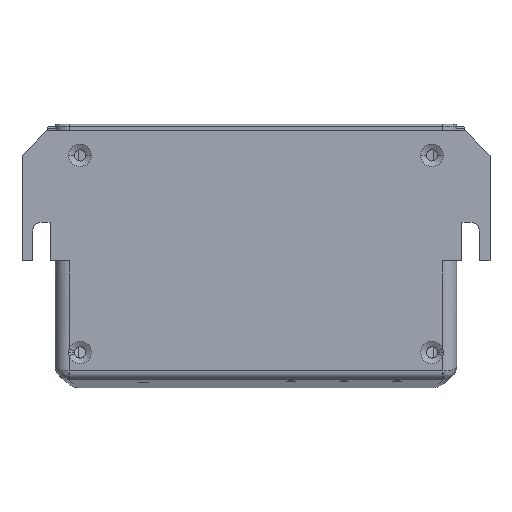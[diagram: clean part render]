
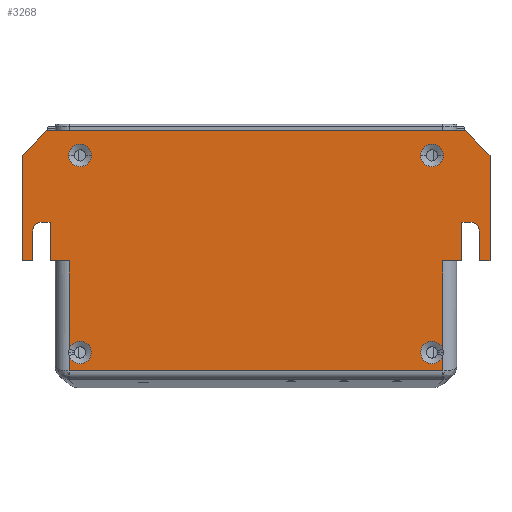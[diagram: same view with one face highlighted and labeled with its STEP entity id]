
A CAD part, front view. The second image highlights one B-rep face of the part: STEP entity #3268.
In plain terms, the highlighted planar face has unit normal (0, -1, 0).
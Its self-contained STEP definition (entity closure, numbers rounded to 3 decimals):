
#2=DIRECTION('',(0.,0.,1.));
#3=VECTOR('',#2,4.332);
#4=CARTESIAN_POINT('',(53.08,0.,-68.2));
#5=LINE('',#4,#3);
#6=DIRECTION('',(0.,0.,-1.));
#7=VECTOR('',#6,4.332);
#8=CARTESIAN_POINT('',(-53.08,0.,-63.868));
#9=LINE('',#8,#7);
#10=DIRECTION('',(0.,0.,-1.));
#11=VECTOR('',#10,25.132);
#12=CARTESIAN_POINT('',(-53.08,0.,-37.));
#13=LINE('',#12,#11);
#14=DIRECTION('',(0.,0.,1.));
#15=VECTOR('',#14,11.);
#16=CARTESIAN_POINT('',(-58.5,0.,-37.));
#17=LINE('',#16,#15);
#18=DIRECTION('',(-1.,0.,0.));
#19=VECTOR('',#18,2.5);
#20=CARTESIAN_POINT('',(-58.5,0.,-26.));
#21=LINE('',#20,#19);
#22=CARTESIAN_POINT('',(-61.,0.,-28.5));
#23=DIRECTION('',(0.,-1.,0.));
#24=DIRECTION('',(0.,0.,1.));
#25=AXIS2_PLACEMENT_3D('',#22,#23,#24);
#27=DIRECTION('',(0.,0.,-1.));
#28=VECTOR('',#27,8.5);
#29=CARTESIAN_POINT('',(-63.5,0.,-28.5));
#30=LINE('',#29,#28);
#31=DIRECTION('',(0.,0.,-1.));
#32=VECTOR('',#31,30.);
#33=CARTESIAN_POINT('',(-66.5,0.,-7.));
#34=LINE('',#33,#32);
#35=DIRECTION('',(-0.707,0.,-0.707));
#36=VECTOR('',#35,9.899);
#37=CARTESIAN_POINT('',(-59.5,0.,0.));
#38=LINE('',#37,#36);
#39=DIRECTION('',(1.,0.,0.));
#40=VECTOR('',#39,119.);
#41=CARTESIAN_POINT('',(-59.5,0.,0.));
#42=LINE('',#41,#40);
#43=DIRECTION('',(-0.707,0.,0.707));
#44=VECTOR('',#43,9.899);
#45=CARTESIAN_POINT('',(66.5,0.,-7.));
#46=LINE('',#45,#44);
#47=DIRECTION('',(0.,0.,1.));
#48=VECTOR('',#47,8.5);
#49=CARTESIAN_POINT('',(63.5,0.,-37.));
#50=LINE('',#49,#48);
#51=CARTESIAN_POINT('',(61.,0.,-28.5));
#52=DIRECTION('',(0.,-1.,0.));
#53=DIRECTION('',(1.,0.,0.));
#54=AXIS2_PLACEMENT_3D('',#51,#52,#53);
#56=DIRECTION('',(-1.,0.,0.));
#57=VECTOR('',#56,2.5);
#58=CARTESIAN_POINT('',(61.,0.,-26.));
#59=LINE('',#58,#57);
#60=DIRECTION('',(0.,0.,-1.));
#61=VECTOR('',#60,11.);
#62=CARTESIAN_POINT('',(58.5,0.,-26.));
#63=LINE('',#62,#61);
#64=DIRECTION('',(0.,0.,1.));
#65=VECTOR('',#64,25.132);
#66=CARTESIAN_POINT('',(53.08,0.,-62.132));
#67=LINE('',#66,#65);
#68=CARTESIAN_POINT('',(50.,0.,-7.));
#69=DIRECTION('',(0.,1.,0.));
#70=DIRECTION('',(-1.,0.,0.));
#71=AXIS2_PLACEMENT_3D('',#68,#69,#70);
#73=CARTESIAN_POINT('',(50.,0.,-7.));
#74=DIRECTION('',(0.,1.,0.));
#75=DIRECTION('',(1.,0.,0.));
#76=AXIS2_PLACEMENT_3D('',#73,#74,#75);
#78=CARTESIAN_POINT('',(-50.,0.,-7.));
#79=DIRECTION('',(0.,1.,0.));
#80=DIRECTION('',(-1.,0.,0.));
#81=AXIS2_PLACEMENT_3D('',#78,#79,#80);
#83=CARTESIAN_POINT('',(-50.,0.,-7.));
#84=DIRECTION('',(0.,1.,0.));
#85=DIRECTION('',(1.,0.,0.));
#86=AXIS2_PLACEMENT_3D('',#83,#84,#85);
#92=CARTESIAN_POINT('',(50.,0.,-63.));
#93=DIRECTION('',(0.,1.,0.));
#94=DIRECTION('',(0.963,0.,-0.271));
#95=AXIS2_PLACEMENT_3D('',#92,#93,#94);
#116=CARTESIAN_POINT('',(53.08,0.,
-62.132));
#131=CARTESIAN_POINT('',(53.08,0.,
-63.868));
#137=DIRECTION('',(1.,0.,0.));
#138=VECTOR('',#137,5.42);
#139=CARTESIAN_POINT('',(-58.5,0.,-37.));
#140=LINE('',#139,#138);
#157=DIRECTION('',(1.,0.,0.));
#158=VECTOR('',#157,3.);
#159=CARTESIAN_POINT('',(-66.5,0.,-37.));
#160=LINE('',#159,#158);
#165=DIRECTION('',(1.,0.,0.));
#166=VECTOR('',#165,3.);
#167=CARTESIAN_POINT('',(63.5,0.,-37.));
#168=LINE('',#167,#166);
#185=DIRECTION('',(1.,0.,0.));
#186=VECTOR('',#185,5.42);
#187=CARTESIAN_POINT('',(53.08,0.,-37.));
#188=LINE('',#187,#186);
#1809=DIRECTION('',(1.,0.,0.));
#1810=VECTOR('',#1809,106.16);
#1811=CARTESIAN_POINT('',(-53.08,0.,
-68.2));
#1812=LINE('',#1811,#1810);
#2091=DIRECTION('',(0.,0.,-1.));
#2092=VECTOR('',#2091,30.);
#2093=CARTESIAN_POINT('',(66.5,0.,-7.));
#2094=LINE('',#2093,#2092);
#2095=CARTESIAN_POINT('',(-53.08,0.,
-63.868));
#2110=CARTESIAN_POINT('',(-53.08,0.,
-62.132));
#2124=CARTESIAN_POINT('',(-50.,0.,-63.));
#2125=DIRECTION('',(0.,1.,0.));
#2126=DIRECTION('',(-0.963,0.,0.271));
#2127=AXIS2_PLACEMENT_3D('',#2124,#2125,#2126);
#2681=CARTESIAN_POINT('',(53.08,0.,-68.2));
#2683=VERTEX_POINT('',#2681);
#2687=CARTESIAN_POINT('',(-53.08,0.,
-68.2));
#2688=VERTEX_POINT('',#2687);
#3011=CARTESIAN_POINT('',(53.08,0.,-37.));
#3013=VERTEX_POINT('',#3011);
#3015=CARTESIAN_POINT('',(-53.08,0.,-37.));
#3017=VERTEX_POINT('',#3015);
#3019=CARTESIAN_POINT('',(66.5,0.,-7.));
#3020=CARTESIAN_POINT('',(59.5,0.,0.));
#3021=VERTEX_POINT('',#3019);
#3022=VERTEX_POINT('',#3020);
#3023=CARTESIAN_POINT('',(-59.5,0.,0.));
#3024=CARTESIAN_POINT('',(-66.5,0.,-7.));
#3025=VERTEX_POINT('',#3023);
#3026=VERTEX_POINT('',#3024);
#3027=CARTESIAN_POINT('',(66.5,0.,-37.));
#3028=VERTEX_POINT('',#3027);
#3029=CARTESIAN_POINT('',(-66.5,0.,-37.));
#3030=VERTEX_POINT('',#3029);
#3051=CARTESIAN_POINT('',(-58.5,0.,-37.));
#3052=CARTESIAN_POINT('',(-58.5,0.,-26.));
#3053=VERTEX_POINT('',#3051);
#3054=VERTEX_POINT('',#3052);
#3055=CARTESIAN_POINT('',(-61.,0.,-26.));
#3056=VERTEX_POINT('',#3055);
#3057=CARTESIAN_POINT('',(-63.5,0.,-28.5));
#3058=VERTEX_POINT('',#3057);
#3059=CARTESIAN_POINT('',(-63.5,0.,-37.));
#3060=VERTEX_POINT('',#3059);
#3070=CARTESIAN_POINT('',(63.5,0.,-37.));
#3071=CARTESIAN_POINT('',(63.5,0.,-28.5));
#3072=VERTEX_POINT('',#3070);
#3073=VERTEX_POINT('',#3071);
#3074=CARTESIAN_POINT('',(61.,0.,-26.));
#3075=VERTEX_POINT('',#3074);
#3076=CARTESIAN_POINT('',(58.5,0.,-26.));
#3077=VERTEX_POINT('',#3076);
#3078=CARTESIAN_POINT('',(58.5,0.,-37.));
#3079=VERTEX_POINT('',#3078);
#3137=VERTEX_POINT('',#116);
#3141=VERTEX_POINT('',#131);
#3145=CARTESIAN_POINT('',(46.8,0.,-7.));
#3146=CARTESIAN_POINT('',(53.2,0.,-7.));
#3147=VERTEX_POINT('',#3145);
#3148=VERTEX_POINT('',#3146);
#3153=CARTESIAN_POINT('',(-53.2,0.,-7.));
#3154=CARTESIAN_POINT('',(-46.8,0.,-7.));
#3155=VERTEX_POINT('',#3153);
#3156=VERTEX_POINT('',#3154);
#3161=VERTEX_POINT('',#2095);
#3165=VERTEX_POINT('',#2110);
#3201=CARTESIAN_POINT('',(-57.5,0.,0.));
#3202=DIRECTION('',(0.,-1.,0.));
#3203=DIRECTION('',(0.,0.,-1.));
#3204=AXIS2_PLACEMENT_3D('',#3201,#3202,#3203);
#3205=PLANE('',#3204);
#3207=ORIENTED_EDGE('',*,*,#3206,.F.);
#3209=ORIENTED_EDGE('',*,*,#3208,.F.);
#3211=ORIENTED_EDGE('',*,*,#3210,.F.);
#3213=ORIENTED_EDGE('',*,*,#3212,.F.);
#3215=ORIENTED_EDGE('',*,*,#3214,.F.);
#3217=ORIENTED_EDGE('',*,*,#3216,.F.);
#3219=ORIENTED_EDGE('',*,*,#3218,.F.);
#3221=ORIENTED_EDGE('',*,*,#3220,.T.);
#3223=ORIENTED_EDGE('',*,*,#3222,.T.);
#3225=ORIENTED_EDGE('',*,*,#3224,.T.);
#3227=ORIENTED_EDGE('',*,*,#3226,.T.);
#3229=ORIENTED_EDGE('',*,*,#3228,.F.);
#3231=ORIENTED_EDGE('',*,*,#3230,.F.);
#3233=ORIENTED_EDGE('',*,*,#3232,.F.);
#3235=ORIENTED_EDGE('',*,*,#3234,.T.);
#3237=ORIENTED_EDGE('',*,*,#3236,.F.);
#3239=ORIENTED_EDGE('',*,*,#3238,.T.);
#3241=ORIENTED_EDGE('',*,*,#3240,.F.);
#3243=ORIENTED_EDGE('',*,*,#3242,.T.);
#3245=ORIENTED_EDGE('',*,*,#3244,.T.);
#3247=ORIENTED_EDGE('',*,*,#3246,.T.);
#3249=ORIENTED_EDGE('',*,*,#3248,.T.);
#3251=ORIENTED_EDGE('',*,*,#3250,.F.);
#3253=ORIENTED_EDGE('',*,*,#3252,.F.);
#3254=EDGE_LOOP('',(#3207,#3209,#3211,#3213,#3215,#3217,#3219,#3221,#3223,#3225,
#3227,#3229,#3231,#3233,#3235,#3237,#3239,#3241,#3243,#3245,#3247,#3249,#3251,
#3253));
#3255=FACE_OUTER_BOUND('',#3254,.F.);
#3257=ORIENTED_EDGE('',*,*,#3256,.F.);
#3259=ORIENTED_EDGE('',*,*,#3258,.F.);
#3260=EDGE_LOOP('',(#3257,#3259));
#3261=FACE_BOUND('',#3260,.F.);
#3263=ORIENTED_EDGE('',*,*,#3262,.F.);
#3265=ORIENTED_EDGE('',*,*,#3264,.F.);
#3266=EDGE_LOOP('',(#3263,#3265));
#3267=FACE_BOUND('',#3266,.F.);
#26=CIRCLE('',#25,2.5);
#55=CIRCLE('',#54,2.5);
#72=CIRCLE('',#71,3.2);
#77=CIRCLE('',#76,3.2);
#82=CIRCLE('',#81,3.2);
#87=CIRCLE('',#86,3.2);
#96=CIRCLE('',#95,3.2);
#2128=CIRCLE('',#2127,3.2);
#3206=EDGE_CURVE('',#3141,#3137,#96,.T.);
#3208=EDGE_CURVE('',#2683,#3141,#5,.T.);
#3210=EDGE_CURVE('',#2688,#2683,#1812,.T.);
#3212=EDGE_CURVE('',#3161,#2688,#9,.T.);
#3214=EDGE_CURVE('',#3165,#3161,#2128,.T.);
#3216=EDGE_CURVE('',#3017,#3165,#13,.T.);
#3218=EDGE_CURVE('',#3053,#3017,#140,.T.);
#3220=EDGE_CURVE('',#3053,#3054,#17,.T.);
#3222=EDGE_CURVE('',#3054,#3056,#21,.T.);
#3224=EDGE_CURVE('',#3056,#3058,#26,.T.);
#3226=EDGE_CURVE('',#3058,#3060,#30,.T.);
#3228=EDGE_CURVE('',#3030,#3060,#160,.T.);
#3230=EDGE_CURVE('',#3026,#3030,#34,.T.);
#3232=EDGE_CURVE('',#3025,#3026,#38,.T.);
#3234=EDGE_CURVE('',#3025,#3022,#42,.T.);
#3236=EDGE_CURVE('',#3021,#3022,#46,.T.);
#3238=EDGE_CURVE('',#3021,#3028,#2094,.T.);
#3240=EDGE_CURVE('',#3072,#3028,#168,.T.);
#3242=EDGE_CURVE('',#3072,#3073,#50,.T.);
#3244=EDGE_CURVE('',#3073,#3075,#55,.T.);
#3246=EDGE_CURVE('',#3075,#3077,#59,.T.);
#3248=EDGE_CURVE('',#3077,#3079,#63,.T.);
#3250=EDGE_CURVE('',#3013,#3079,#188,.T.);
#3252=EDGE_CURVE('',#3137,#3013,#67,.T.);
#3256=EDGE_CURVE('',#3147,#3148,#72,.T.);
#3258=EDGE_CURVE('',#3148,#3147,#77,.T.);
#3262=EDGE_CURVE('',#3155,#3156,#82,.T.);
#3264=EDGE_CURVE('',#3156,#3155,#87,.T.);
#3268=ADVANCED_FACE('',(#3255,#3261,#3267),#3205,.T.);
